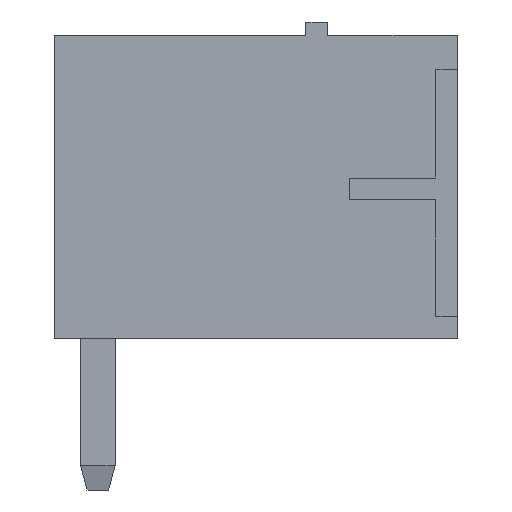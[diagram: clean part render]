
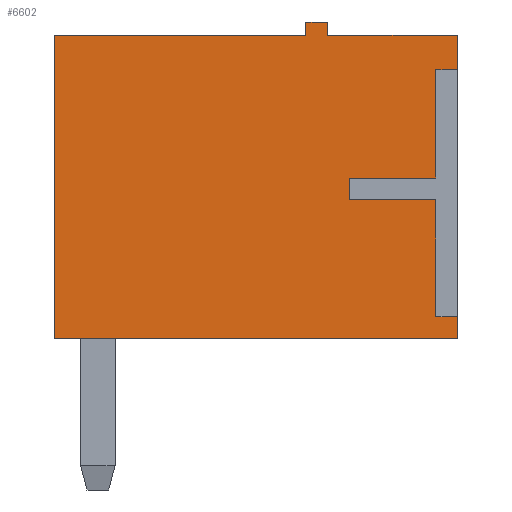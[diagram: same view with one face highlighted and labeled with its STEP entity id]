
A CAD part, left-side view. The second image highlights one B-rep face of the part: STEP entity #6602.
In plain terms, the highlighted planar face has unit normal (-1, 0, 0).
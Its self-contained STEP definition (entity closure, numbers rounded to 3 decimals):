
#346=FACE_OUTER_BOUND('',#724,.T.);
#724=EDGE_LOOP('',(#5329,#5330,#5331,#5332,#5333,#5334,#5335,#5336,#5337,
#5338,#5339,#5340,#5341,#5342,#5343,#5344));
#1060=LINE('',#9172,#1916);
#1114=LINE('',#9296,#1970);
#1338=LINE('',#9761,#2194);
#1342=LINE('',#9768,#2198);
#1485=LINE('',#10083,#2341);
#1491=LINE('',#10095,#2347);
#1492=LINE('',#10097,#2348);
#1494=LINE('',#10100,#2350);
#1496=LINE('',#10104,#2352);
#1499=LINE('',#10110,#2355);
#1502=LINE('',#10115,#2358);
#1504=LINE('',#10120,#2360);
#1505=LINE('',#10122,#2361);
#1506=LINE('',#10124,#2362);
#1507=LINE('',#10125,#2363);
#1508=LINE('',#10126,#2364);
#1916=VECTOR('',#7496,5.8);
#1970=VECTOR('',#7580,9.3);
#2194=VECTOR('',#7972,0.8);
#2198=VECTOR('',#7976,0.5);
#2341=VECTOR('',#8267,2.7);
#2347=VECTOR('',#8275,2.5);
#2348=VECTOR('',#8278,0.5);
#2350=VECTOR('',#8282,0.5);
#2352=VECTOR('',#8286,2.);
#2355=VECTOR('',#8291,0.5);
#2358=VECTOR('',#8296,2.);
#2360=VECTOR('',#8302,3.);
#2361=VECTOR('',#8303,0.3);
#2362=VECTOR('',#8304,0.5);
#2363=VECTOR('',#8305,0.3);
#2364=VECTOR('',#8306,7.);
#2691=VERTEX_POINT('',#9165);
#2694=VERTEX_POINT('',#9170);
#2747=VERTEX_POINT('',#9292);
#2749=VERTEX_POINT('',#9295);
#2905=VERTEX_POINT('',#9758);
#2906=VERTEX_POINT('',#9760);
#2909=VERTEX_POINT('',#9766);
#3005=VERTEX_POINT('',#10079);
#3007=VERTEX_POINT('',#10082);
#3009=VERTEX_POINT('',#10088);
#3012=VERTEX_POINT('',#10093);
#3013=VERTEX_POINT('',#10103);
#3015=VERTEX_POINT('',#10109);
#3017=VERTEX_POINT('',#10119);
#3018=VERTEX_POINT('',#10121);
#3019=VERTEX_POINT('',#10123);
#3356=EDGE_CURVE('',#2694,#2691,#1060,.T.);
#3410=EDGE_CURVE('',#2747,#2749,#1114,.T.);
#3645=EDGE_CURVE('',#2905,#2906,#1338,.T.);
#3649=EDGE_CURVE('',#2909,#2747,#1342,.T.);
#3801=EDGE_CURVE('',#3007,#3005,#1485,.T.);
#3807=EDGE_CURVE('',#3009,#3012,#1491,.T.);
#3808=EDGE_CURVE('',#3012,#2906,#1492,.T.);
#3810=EDGE_CURVE('',#2909,#3007,#1494,.T.);
#3812=EDGE_CURVE('',#3013,#3009,#1496,.T.);
#3815=EDGE_CURVE('',#3015,#3013,#1499,.T.);
#3818=EDGE_CURVE('',#3005,#3015,#1502,.T.);
#3820=EDGE_CURVE('',#3017,#2905,#1504,.T.);
#3821=EDGE_CURVE('',#3018,#3017,#1505,.T.);
#3822=EDGE_CURVE('',#3019,#3018,#1506,.T.);
#3823=EDGE_CURVE('',#2691,#3019,#1507,.T.);
#3824=EDGE_CURVE('',#2749,#2694,#1508,.T.);
#5329=ORIENTED_EDGE('',*,*,#3810,.T.);
#5330=ORIENTED_EDGE('',*,*,#3801,.T.);
#5331=ORIENTED_EDGE('',*,*,#3818,.T.);
#5332=ORIENTED_EDGE('',*,*,#3815,.T.);
#5333=ORIENTED_EDGE('',*,*,#3812,.T.);
#5334=ORIENTED_EDGE('',*,*,#3807,.T.);
#5335=ORIENTED_EDGE('',*,*,#3808,.T.);
#5336=ORIENTED_EDGE('',*,*,#3645,.F.);
#5337=ORIENTED_EDGE('',*,*,#3820,.F.);
#5338=ORIENTED_EDGE('',*,*,#3821,.F.);
#5339=ORIENTED_EDGE('',*,*,#3822,.F.);
#5340=ORIENTED_EDGE('',*,*,#3823,.F.);
#5341=ORIENTED_EDGE('',*,*,#3356,.F.);
#5342=ORIENTED_EDGE('',*,*,#3824,.F.);
#5343=ORIENTED_EDGE('',*,*,#3410,.F.);
#5344=ORIENTED_EDGE('',*,*,#3649,.F.);
#6005=PLANE('',#6968);
#6602=ADVANCED_FACE('',(#346),#6005,.T.);
#6968=AXIS2_PLACEMENT_3D('',#10118,#8300,#8301);
#7496=DIRECTION('',(0.,-1.,0.));
#7580=DIRECTION('',(0.,1.,0.));
#7972=DIRECTION('',(0.,0.,-1.));
#7976=DIRECTION('',(0.,0.,-1.));
#8267=DIRECTION('',(0.,0.,1.));
#8275=DIRECTION('',(0.,0.,1.));
#8278=DIRECTION('',(0.,-1.,0.));
#8282=DIRECTION('',(0.,1.,0.));
#8286=DIRECTION('',(0.,-1.,0.));
#8291=DIRECTION('',(0.,0.,1.));
#8296=DIRECTION('',(0.,1.,0.));
#8300=DIRECTION('center_axis',(-1.,0.,0.));
#8301=DIRECTION('ref_axis',(0.,0.,-1.));
#8302=DIRECTION('',(0.,-1.,0.));
#8303=DIRECTION('',(0.,0.,-1.));
#8304=DIRECTION('',(0.,-1.,0.));
#8305=DIRECTION('',(0.,0.,1.));
#8306=DIRECTION('',(0.,0.,1.));
#9165=CARTESIAN_POINT('',(-7.97,-4.8,7.));
#9170=CARTESIAN_POINT('',(-7.97,1.,7.));
#9172=CARTESIAN_POINT('',(-7.97,-0.5,7.));
#9292=CARTESIAN_POINT('',(-7.97,-8.3,0.));
#9295=CARTESIAN_POINT('',(-7.97,1.,0.));
#9296=CARTESIAN_POINT('',(-7.97,-0.5,0.));
#9758=CARTESIAN_POINT('',(-7.97,-8.3,7.));
#9760=CARTESIAN_POINT('',(-7.97,-8.3,6.2));
#9761=CARTESIAN_POINT('',(-7.97,-8.3,7.));
#9766=CARTESIAN_POINT('',(-7.97,-8.3,0.5));
#9768=CARTESIAN_POINT('',(-7.97,-8.3,7.));
#10079=CARTESIAN_POINT('',(-7.97,-7.8,3.2));
#10082=CARTESIAN_POINT('',(-7.97,-7.8,0.5));
#10083=CARTESIAN_POINT('',(-7.97,-7.8,3.75));
#10088=CARTESIAN_POINT('',(-7.97,-7.8,3.7));
#10093=CARTESIAN_POINT('',(-7.97,-7.8,6.2));
#10095=CARTESIAN_POINT('',(-7.97,-7.8,3.75));
#10097=CARTESIAN_POINT('',(-7.97,-4.15,6.2));
#10100=CARTESIAN_POINT('',(-7.97,-4.4,0.5));
#10103=CARTESIAN_POINT('',(-7.97,-5.8,3.7));
#10104=CARTESIAN_POINT('',(-7.97,-3.15,3.7));
#10109=CARTESIAN_POINT('',(-7.97,-5.8,3.2));
#10110=CARTESIAN_POINT('',(-7.97,-5.8,5.1));
#10115=CARTESIAN_POINT('',(-7.97,-4.15,3.2));
#10118=CARTESIAN_POINT('Origin',(-7.97,-0.5,7.));
#10119=CARTESIAN_POINT('',(-7.97,-5.3,7.));
#10120=CARTESIAN_POINT('',(-7.97,-0.5,7.));
#10121=CARTESIAN_POINT('',(-7.97,-5.3,7.3));
#10122=CARTESIAN_POINT('',(-7.97,-5.3,6.95));
#10123=CARTESIAN_POINT('',(-7.97,-4.8,7.3));
#10124=CARTESIAN_POINT('',(-7.97,-4.475,7.3));
#10125=CARTESIAN_POINT('',(-7.97,-4.8,7.1));
#10126=CARTESIAN_POINT('',(-7.97,1.,0.));
